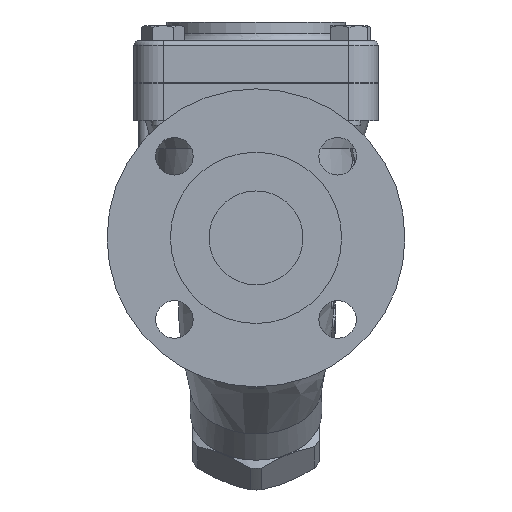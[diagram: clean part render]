
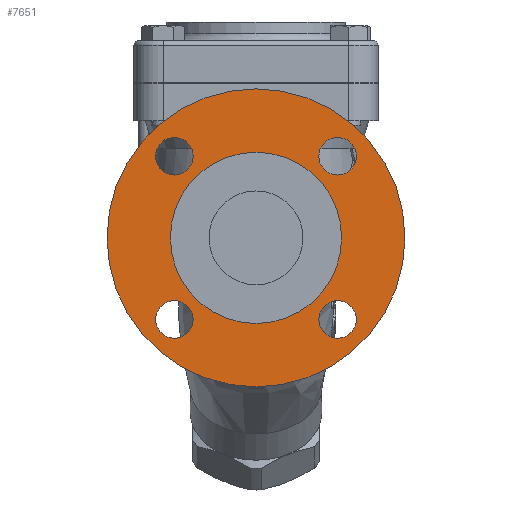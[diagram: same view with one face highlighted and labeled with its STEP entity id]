
A CAD part, left-side view. The second image highlights one B-rep face of the part: STEP entity #7651.
In plain terms, the highlighted free-form (B-spline) face has degree [1, 1] with [2, 2] control points.
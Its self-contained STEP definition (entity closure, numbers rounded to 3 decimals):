
#7553=CARTESIAN_POINT('',(-128.4,0.0,-29.5));
#7554=VERTEX_POINT('',#7553);
#7555=CARTESIAN_POINT('',(-128.4,0.0,-66.));
#7556=DIRECTION('',(-1.0,0.0,0.0));
#7557=DIRECTION('',(0.0,0.0,1.0));
#7558=AXIS2_PLACEMENT_3D('',#7555,#7556,#7557);
#7559=CIRCLE('',#7558,36.5);
#7560=EDGE_CURVE('',#7554,#7554,#7559,.T.);
#7588=CARTESIAN_POINT('',(-128.4,63.5,-2.5));
#7589=CARTESIAN_POINT('',(-128.4,63.5,-129.5));
#7590=CARTESIAN_POINT('',(-128.4,-63.5,-2.5));
#7591=CARTESIAN_POINT('',(-128.4,-63.5,-129.5));
#7592=B_SPLINE_SURFACE_WITH_KNOTS('',1,1,((#7588,#7590),(#7589,#7591)),.UNSPECIFIED.,.F.,.F.,.U.,(2,2),(2,2),(0.0,127.),(0.0,127.),.UNSPECIFIED.);
#7593=CARTESIAN_POINT('',(-128.4,0.0,-2.5));
#7594=VERTEX_POINT('',#7593);
#7595=CARTESIAN_POINT('',(-128.4,0.0,-66.));
#7596=DIRECTION('',(-1.0,0.0,0.0));
#7597=DIRECTION('',(0.0,0.0,1.0));
#7598=AXIS2_PLACEMENT_3D('',#7595,#7596,#7597);
#7599=CIRCLE('',#7598,63.5);
#7600=EDGE_CURVE('',#7594,#7594,#7599,.T.);
#7601=ORIENTED_EDGE('',*,*,#7600,.T.);
#7602=EDGE_LOOP('',(#7601));
#7603=FACE_OUTER_BOUND('',#7602,.T.);
#7604=CARTESIAN_POINT('',(-128.4,-26.79,-100.79));
#7605=VERTEX_POINT('',#7604);
#7606=CARTESIAN_POINT('',(-128.4,-34.79,-100.79));
#7607=DIRECTION('',(1.0,0.0,0.0));
#7608=DIRECTION('',(0.0,1.0,0.0));
#7609=AXIS2_PLACEMENT_3D('',#7606,#7607,#7608);
#7610=CIRCLE('',#7609,8.0);
#7611=EDGE_CURVE('',#7605,#7605,#7610,.T.);
#7612=ORIENTED_EDGE('',*,*,#7611,.T.);
#7613=EDGE_LOOP('',(#7612));
#7614=FACE_BOUND('',#7613,.T.);
#7615=CARTESIAN_POINT('',(-128.4,-34.79,-39.21));
#7616=VERTEX_POINT('',#7615);
#7617=CARTESIAN_POINT('',(-128.4,-34.79,-31.21));
#7618=DIRECTION('',(1.0,0.0,0.0));
#7619=DIRECTION('',(0.0,0.0,-1.0));
#7620=AXIS2_PLACEMENT_3D('',#7617,#7618,#7619);
#7621=CIRCLE('',#7620,8.0);
#7622=EDGE_CURVE('',#7616,#7616,#7621,.T.);
#7623=ORIENTED_EDGE('',*,*,#7622,.T.);
#7624=EDGE_LOOP('',(#7623));
#7625=FACE_BOUND('',#7624,.T.);
#7626=CARTESIAN_POINT('',(-128.4,26.79,-31.21));
#7627=VERTEX_POINT('',#7626);
#7628=CARTESIAN_POINT('',(-128.4,34.79,-31.21));
#7629=DIRECTION('',(1.0,0.0,0.0));
#7630=DIRECTION('',(0.0,-1.0,0.0));
#7631=AXIS2_PLACEMENT_3D('',#7628,#7629,#7630);
#7632=CIRCLE('',#7631,8.0);
#7633=EDGE_CURVE('',#7627,#7627,#7632,.T.);
#7634=ORIENTED_EDGE('',*,*,#7633,.T.);
#7635=EDGE_LOOP('',(#7634));
#7636=FACE_BOUND('',#7635,.T.);
#7637=CARTESIAN_POINT('',(-128.4,34.79,-92.79));
#7638=VERTEX_POINT('',#7637);
#7639=CARTESIAN_POINT('',(-128.4,34.79,-100.79));
#7640=DIRECTION('',(1.0,0.0,0.0));
#7641=DIRECTION('',(0.0,0.0,1.0));
#7642=AXIS2_PLACEMENT_3D('',#7639,#7640,#7641);
#7643=CIRCLE('',#7642,8.0);
#7644=EDGE_CURVE('',#7638,#7638,#7643,.T.);
#7645=ORIENTED_EDGE('',*,*,#7644,.T.);
#7646=EDGE_LOOP('',(#7645));
#7647=FACE_BOUND('',#7646,.T.);
#7648=ORIENTED_EDGE('',*,*,#7560,.F.);
#7649=EDGE_LOOP('',(#7648));
#7650=FACE_BOUND('',#7649,.T.);
#7651=ADVANCED_FACE('',(#7603,#7614,#7625,#7636,#7647,#7650),#7592,.T.);
